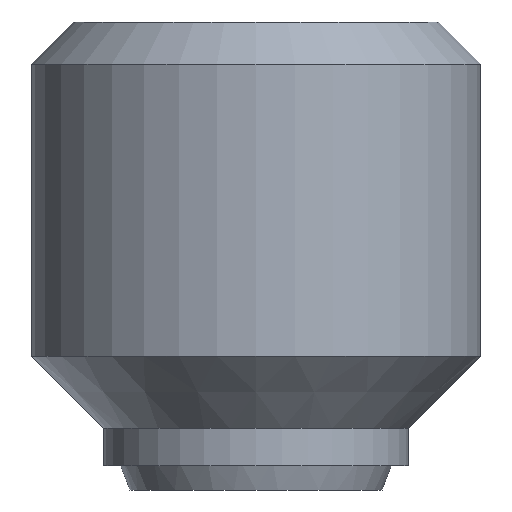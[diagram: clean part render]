
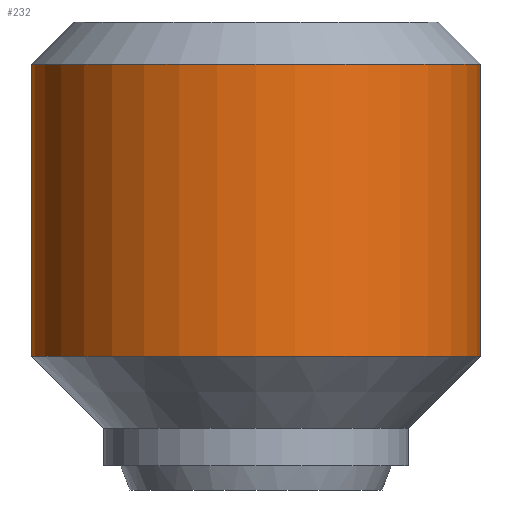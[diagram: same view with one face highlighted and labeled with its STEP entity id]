
A CAD part, front view. The second image highlights one B-rep face of the part: STEP entity #232.
In plain terms, the highlighted cylindrical face has radius 12 mm (diameter 24 mm), a partial arc.
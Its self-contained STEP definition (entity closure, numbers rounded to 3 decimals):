
#160=VERTEX_POINT('',#367);
#162=EDGE_CURVE('',#160,#244,#369,.T.);
#170=VERTEX_POINT('',#379);
#178=EDGE_CURVE('',#170,#244,#387,.T.);
#188=VERTEX_POINT('',#399);
#232=ADVANCED_FACE('',(#445),#446,.T.);
#244=VERTEX_POINT('',#459);
#262=EDGE_CURVE('',#170,#188,#481,.T.);
#288=EDGE_CURVE('',#188,#160,#510,.T.);
#367=CARTESIAN_POINT('',(12.,0.,-2.25));
#369=LINE('',#592,#593);
#379=CARTESIAN_POINT('',(-12.,0.,-17.85));
#387=CIRCLE('',#616,12.0);
#399=CARTESIAN_POINT('',(-12.,0.,-2.25));
#445=FACE_OUTER_BOUND('',#723,.T.);
#446=CYLINDRICAL_SURFACE('',#724,12.0);
#459=CARTESIAN_POINT('',(12.,0.,-17.85));
#481=LINE('',#767,#768);
#510=CIRCLE('',#838,12.0);
#592=CARTESIAN_POINT('',(12.,0.,-10.05));
#593=VECTOR('',#927,1.0);
#616=AXIS2_PLACEMENT_3D('',#950,#951,#952);
#723=EDGE_LOOP('',(#1004,#1005,#1006,#1007));
#724=AXIS2_PLACEMENT_3D('',#1008,#1009,#1010);
#767=CARTESIAN_POINT('',(-12.,0.,-10.05));
#768=VECTOR('',#1056,1.0);
#838=AXIS2_PLACEMENT_3D('',#1082,#1083,#1084);
#927=DIRECTION('',(-0.0,-0.0,-1.0));
#950=CARTESIAN_POINT('',(0.,0.,-17.85));
#951=DIRECTION('',(0.0,0.0,1.0));
#952=DIRECTION('',(-1.0,0.,0.0));
#1004=ORIENTED_EDGE('',*,*,#262,.F.);
#1005=ORIENTED_EDGE('',*,*,#178,.T.);
#1006=ORIENTED_EDGE('',*,*,#162,.F.);
#1007=ORIENTED_EDGE('',*,*,#288,.F.);
#1008=CARTESIAN_POINT('',(0.,0.,-10.05));
#1009=DIRECTION('',(-0.0,-0.0,-1.0));
#1010=DIRECTION('',(-1.0,0.,0.0));
#1056=DIRECTION('',(0.0,0.0,1.0));
#1082=CARTESIAN_POINT('',(0.,0.,-2.25));
#1083=DIRECTION('',(0.0,0.0,1.0));
#1084=DIRECTION('',(-1.0,0.,0.0));
